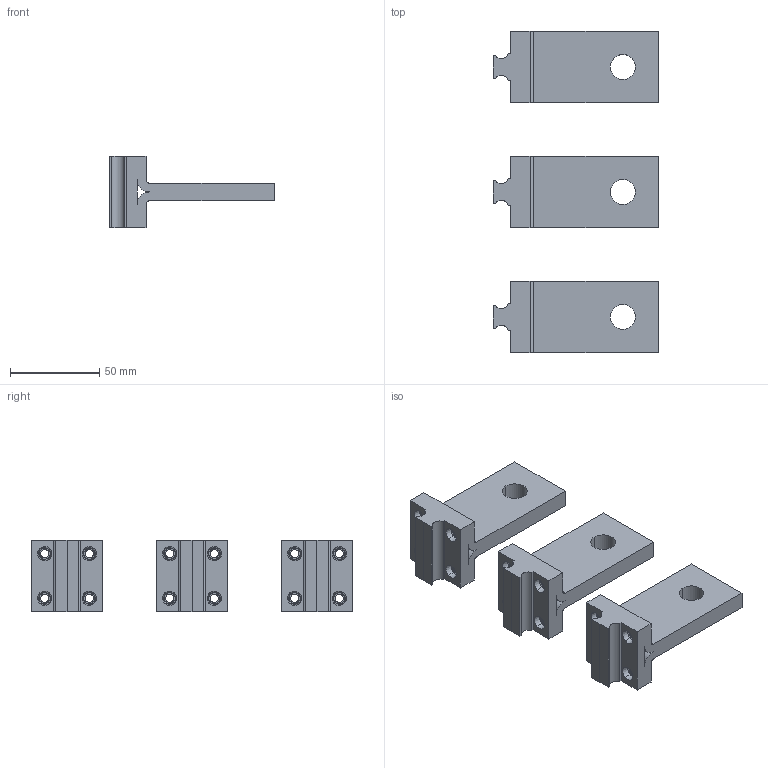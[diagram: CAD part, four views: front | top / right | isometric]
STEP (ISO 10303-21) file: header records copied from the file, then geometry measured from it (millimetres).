
FILE_DESCRIPTION((''),'2;1');
FILE_NAME('1SDH002065A1265_IGES','2019-06-06T',('ITSTCAR1'),(''),'CREO PARAMETRIC BY PTC INC, 2016050','CREO PARAMETRIC BY PTC INC, 2016050','');
FILE_SCHEMA(('AUTOMOTIVE_DESIGN { 1 0 10303 214 1 1 1 1 }'));
Length unit declared in the file: millimetre
Products named in the file (1): 1SDH002065A1265_IGES
Bounding box: 92.5 x 180 x 40 mm (x, y, z)
Volume: 141528.9 mm3; surface area: 45887.6 mm2
Topology: 3 solids, 3 shells, 198 faces, 516 edges, 348 vertices
Faces by surface type: plane 78, cylinder 72, torus 24, cone 24
Entity records: 8334 total; most frequent: DIRECTION 1188, CARTESIAN_POINT 1064, ORIENTED_EDGE 1032, EDGE_CURVE 516, AXIS2_PLACEMENT_3D 474, VERTEX_POINT 348, CIRCLE 276, EDGE_LOOP 258
